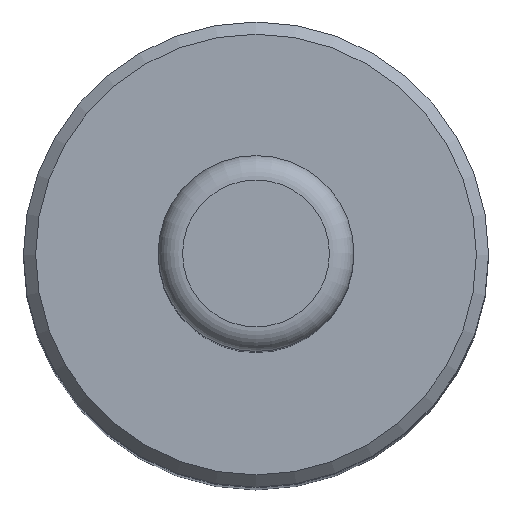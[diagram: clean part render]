
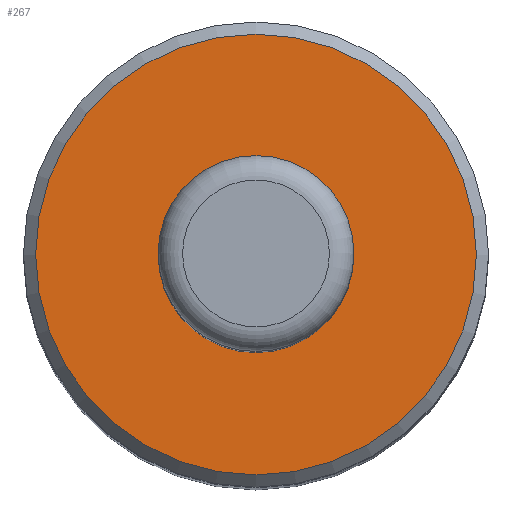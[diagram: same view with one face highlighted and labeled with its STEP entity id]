
A CAD part, top view. The second image highlights one B-rep face of the part: STEP entity #267.
In plain terms, the highlighted planar face has unit normal (0, 0, 1).
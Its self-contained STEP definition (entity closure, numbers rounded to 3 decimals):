
#17=FACE_BOUND('',#79,.T.);
#19=PLANE('',#331);
#61=FACE_OUTER_BOUND('',#78,.T.);
#78=EDGE_LOOP('',(#245,#246));
#79=EDGE_LOOP('',(#247,#248));
#98=CIRCLE('',#312,9.);
#99=CIRCLE('',#313,9.);
#109=CIRCLE('',#326,4.);
#110=CIRCLE('',#327,4.);
#127=VERTEX_POINT('',#476);
#128=VERTEX_POINT('',#478);
#137=VERTEX_POINT('',#502);
#138=VERTEX_POINT('',#503);
#160=EDGE_CURVE('',#128,#127,#98,.T.);
#161=EDGE_CURVE('',#127,#128,#99,.T.);
#172=EDGE_CURVE('',#137,#138,#109,.T.);
#173=EDGE_CURVE('',#138,#137,#110,.T.);
#245=ORIENTED_EDGE('',*,*,#160,.T.);
#246=ORIENTED_EDGE('',*,*,#161,.T.);
#247=ORIENTED_EDGE('',*,*,#172,.T.);
#248=ORIENTED_EDGE('',*,*,#173,.T.);
#267=ADVANCED_FACE('',(#61,#17),#19,.T.);
#312=AXIS2_PLACEMENT_3D('',#479,#385,#386);
#313=AXIS2_PLACEMENT_3D('',#480,#387,#388);
#326=AXIS2_PLACEMENT_3D('',#504,#414,#415);
#327=AXIS2_PLACEMENT_3D('',#505,#416,#417);
#331=AXIS2_PLACEMENT_3D('',#512,#427,#428);
#385=DIRECTION('center_axis',(0.,0.,1.));
#386=DIRECTION('ref_axis',(1.,0.,0.));
#387=DIRECTION('center_axis',(0.,0.,1.));
#388=DIRECTION('ref_axis',(1.,0.,0.));
#414=DIRECTION('center_axis',(0.,0.,-1.));
#415=DIRECTION('ref_axis',(-1.,0.,0.));
#416=DIRECTION('center_axis',(0.,0.,-1.));
#417=DIRECTION('ref_axis',(-1.,0.,0.));
#427=DIRECTION('center_axis',(0.,0.,1.));
#428=DIRECTION('ref_axis',(1.,0.,0.));
#476=CARTESIAN_POINT('',(9.,0.,66.));
#478=CARTESIAN_POINT('',(-9.,0.,66.));
#479=CARTESIAN_POINT('Origin',(0.,0.,66.));
#480=CARTESIAN_POINT('Origin',(0.,0.,66.));
#502=CARTESIAN_POINT('',(-4.,0.,66.));
#503=CARTESIAN_POINT('',(4.,0.,66.));
#504=CARTESIAN_POINT('Origin',(0.,0.,66.));
#505=CARTESIAN_POINT('Origin',(0.,0.,66.));
#512=CARTESIAN_POINT('Origin',(-4.,0.,66.));
